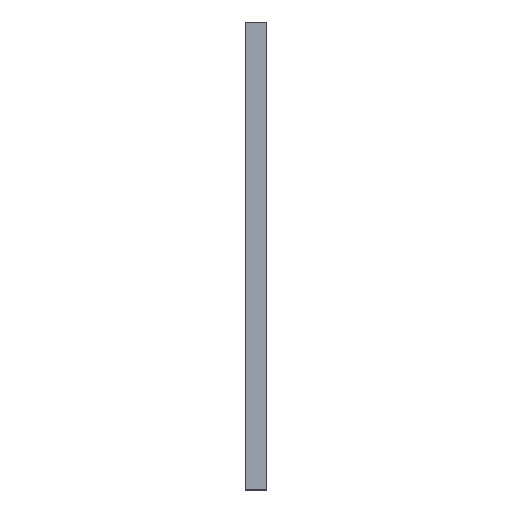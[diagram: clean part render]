
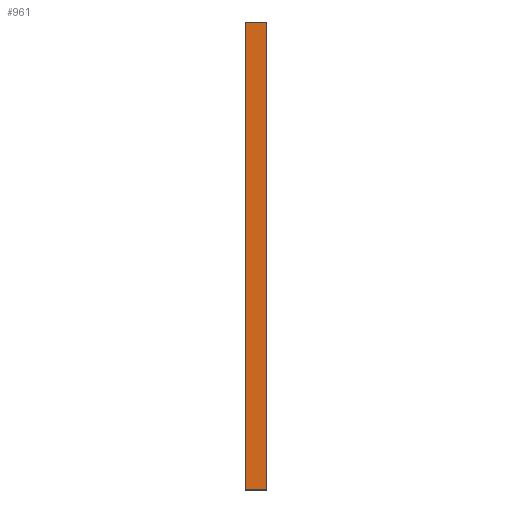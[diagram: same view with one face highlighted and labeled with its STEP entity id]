
A CAD part, left-side view. The second image highlights one B-rep face of the part: STEP entity #961.
In plain terms, the highlighted planar face has unit normal (-1, 0, 0).
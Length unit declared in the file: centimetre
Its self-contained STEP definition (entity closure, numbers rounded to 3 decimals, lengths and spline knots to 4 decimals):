
#45=LINE($,#1580,#85);
#51=LINE($,#1645,#91);
#53=LINE($,#1648,#93);
#54=LINE($,#1649,#94);
#85=VECTOR($,#1270,5.55);
#91=VECTOR($,#1330,5.55);
#93=VECTOR($,#1334,0.25);
#94=VECTOR($,#1335,0.25);
#111=PLANE($,#1090);
#213=FACE_OUTER_BOUND($,#321,.T.);
#321=EDGE_LOOP($,(#805,#806,#807,#808));
#523=VERTEX_POINT($,#1577);
#524=VERTEX_POINT($,#1579);
#555=VERTEX_POINT($,#1642);
#556=VERTEX_POINT($,#1644);
#627=EDGE_CURVE($,#523,#524,#45,.F.);
#659=EDGE_CURVE($,#556,#555,#51,.F.);
#661=EDGE_CURVE($,#523,#556,#53,.T.);
#662=EDGE_CURVE($,#524,#555,#54,.T.);
#805=ORIENTED_EDGE($,*,*,#627,.F.);
#806=ORIENTED_EDGE($,*,*,#661,.T.);
#807=ORIENTED_EDGE($,*,*,#659,.T.);
#808=ORIENTED_EDGE($,*,*,#662,.F.);
#961=ADVANCED_FACE($,(#213),#111,.T.);
#1090=AXIS2_PLACEMENT_3D($,#1647,#1332,#1333);
#1270=DIRECTION($,(0.,0.,1.));
#1330=DIRECTION($,(0.,0.,1.));
#1332=DIRECTION('center_axis',(-1.,0.,0.));
#1333=DIRECTION('ref_axis',(0.,0.,-1.));
#1334=DIRECTION($,(0.,1.,0.));
#1335=DIRECTION($,(0.,1.,0.));
#1577=CARTESIAN_POINT('',(-41.088,31.3073,8.725));
#1579=CARTESIAN_POINT('',(-41.088,31.3073,3.175));
#1580=CARTESIAN_POINT($,(-41.088,31.3073,7.35));
#1642=CARTESIAN_POINT('',(-41.088,31.5573,3.175));
#1644=CARTESIAN_POINT('',(-41.088,31.5573,8.725));
#1645=CARTESIAN_POINT($,(-41.088,31.5573,7.35));
#1647=CARTESIAN_POINT('Origin',(-41.088,31.3073,8.725));
#1648=CARTESIAN_POINT($,(-41.088,31.3073,8.725));
#1649=CARTESIAN_POINT($,(-41.088,31.3073,3.175));
